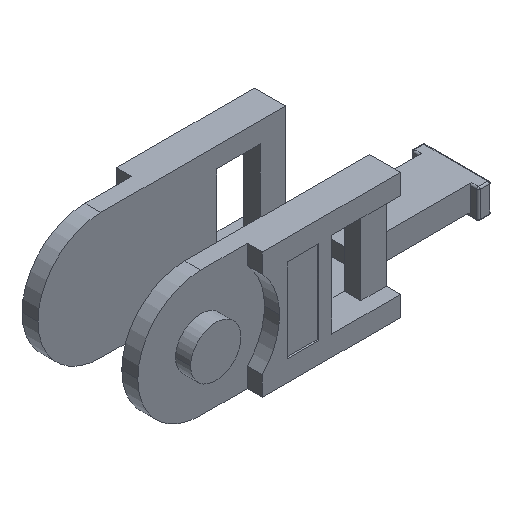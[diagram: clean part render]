
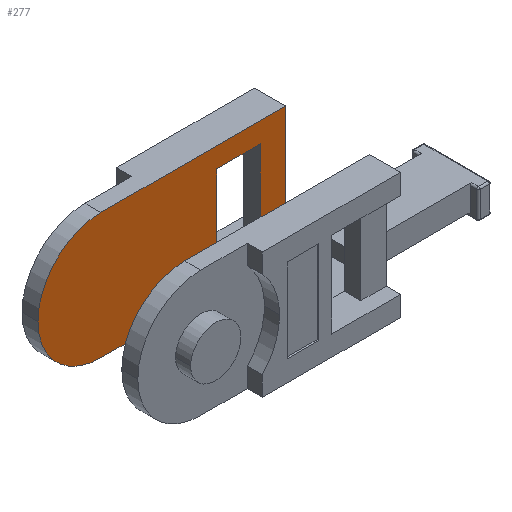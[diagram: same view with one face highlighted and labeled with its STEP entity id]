
A CAD part, isometric view. The second image highlights one B-rep face of the part: STEP entity #277.
In plain terms, the highlighted planar face has unit normal (0, -1, 0).
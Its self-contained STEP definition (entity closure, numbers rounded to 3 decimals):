
#277=ADVANCED_FACE('',(#561,#562),#563,.T.);
#561=FACE_OUTER_BOUND('',#859,.T.);
#562=FACE_BOUND('',#860,.T.);
#563=PLANE('',#861);
#859=EDGE_LOOP('',(#1519,#1520,#1521,#1522,#1523,#1524,#1525));
#860=EDGE_LOOP('',(#1526,#1527,#1528,#1529));
#861=AXIS2_PLACEMENT_3D('',#1530,#1531,#1532);
#1519=ORIENTED_EDGE('',*,*,#2015,.T.);
#1520=ORIENTED_EDGE('',*,*,#1928,.T.);
#1521=ORIENTED_EDGE('',*,*,#2006,.T.);
#1522=ORIENTED_EDGE('',*,*,#2013,.T.);
#1523=ORIENTED_EDGE('',*,*,#1788,.T.);
#1524=ORIENTED_EDGE('',*,*,#2016,.T.);
#1525=ORIENTED_EDGE('',*,*,#2017,.T.);
#1526=ORIENTED_EDGE('',*,*,#1963,.T.);
#1527=ORIENTED_EDGE('',*,*,#1953,.T.);
#1528=ORIENTED_EDGE('',*,*,#1958,.T.);
#1529=ORIENTED_EDGE('',*,*,#1968,.T.);
#1530=CARTESIAN_POINT('',(0.0,10.0,0.0));
#1531=DIRECTION('',(0.0,-1.0,0.0));
#1532=DIRECTION('',(-1.0,0.0,0.0));
#1788=EDGE_CURVE('',#2121,#2125,#2127,.T.);
#1928=EDGE_CURVE('',#2334,#2332,#2335,.T.);
#1953=EDGE_CURVE('',#2371,#2369,#2372,.T.);
#1958=EDGE_CURVE('',#2369,#2377,#2379,.T.);
#1963=EDGE_CURVE('',#2384,#2371,#2385,.T.);
#1968=EDGE_CURVE('',#2377,#2384,#2391,.T.);
#2006=EDGE_CURVE('',#2332,#2443,#2445,.T.);
#2013=EDGE_CURVE('',#2443,#2121,#2452,.T.);
#2015=EDGE_CURVE('',#2454,#2334,#2455,.T.);
#2016=EDGE_CURVE('',#2125,#2456,#2457,.T.);
#2017=EDGE_CURVE('',#2456,#2454,#2458,.T.);
#2121=VERTEX_POINT('',#2594);
#2125=VERTEX_POINT('',#2599);
#2127=CIRCLE('',#2602,7.5);
#2332=VERTEX_POINT('',#2870);
#2334=VERTEX_POINT('',#2873);
#2335=LINE('',#2874,#2875);
#2369=VERTEX_POINT('',#2920);
#2371=VERTEX_POINT('',#2923);
#2372=LINE('',#2924,#2925);
#2377=VERTEX_POINT('',#2932);
#2379=LINE('',#2935,#2936);
#2384=VERTEX_POINT('',#2943);
#2385=LINE('',#2944,#2945);
#2391=LINE('',#2954,#2955);
#2443=VERTEX_POINT('',#3029);
#2445=LINE('',#3032,#3033);
#2452=CIRCLE('',#3041,7.5);
#2454=VERTEX_POINT('',#3043);
#2455=LINE('',#3044,#3045);
#2456=VERTEX_POINT('',#3046);
#2457=LINE('',#3047,#3048);
#2458=LINE('',#3049,#3050);
#2594=CARTESIAN_POINT('',(-7.5,10.0,0.));
#2599=CARTESIAN_POINT('',(0.0,10.0,-7.5));
#2602=AXIS2_PLACEMENT_3D('',#3224,#3225,#3226);
#2870=CARTESIAN_POINT('',(22.0,10.0,7.5));
#2873=CARTESIAN_POINT('',(22.0,10.0,-5.3));
#2874=CARTESIAN_POINT('',(22.0,10.0,0.0));
#2875=VECTOR('',#3399,1.0);
#2920=CARTESIAN_POINT('',(19.0,10.0,-5.1));
#2923=CARTESIAN_POINT('',(19.0,10.0,5.1));
#2924=CARTESIAN_POINT('',(19.0,10.0,0.0));
#2925=VECTOR('',#3430,1.0);
#2932=CARTESIAN_POINT('',(13.8,10.0,-5.1));
#2935=CARTESIAN_POINT('',(8.2,10.0,-5.1));
#2936=VECTOR('',#3434,1.0);
#2943=CARTESIAN_POINT('',(13.8,10.0,5.1));
#2944=CARTESIAN_POINT('',(8.2,10.0,5.1));
#2945=VECTOR('',#3437,1.0);
#2954=CARTESIAN_POINT('',(13.8,10.0,0.0));
#2955=VECTOR('',#3441,1.0);
#3029=CARTESIAN_POINT('',(0.0,10.0,7.5));
#3032=CARTESIAN_POINT('',(11.0,10.0,7.5));
#3033=VECTOR('',#3474,1.0);
#3041=AXIS2_PLACEMENT_3D('',#3482,#3483,#3484);
#3043=CARTESIAN_POINT('',(6.0,10.0,-5.3));
#3044=CARTESIAN_POINT('',(14.0,10.0,-5.3));
#3045=VECTOR('',#3485,1.0);
#3046=CARTESIAN_POINT('',(6.0,10.0,-7.5));
#3047=CARTESIAN_POINT('',(11.0,10.0,-7.5));
#3048=VECTOR('',#3486,1.0);
#3049=CARTESIAN_POINT('',(6.0,10.0,-6.4));
#3050=VECTOR('',#3487,1.0);
#3224=CARTESIAN_POINT('',(0.0,10.0,0.0));
#3225=DIRECTION('',(0.0,-1.0,0.0));
#3226=DIRECTION('',(1.0,0.0,0.0));
#3399=DIRECTION('',(0.0,0.0,1.0));
#3430=DIRECTION('',(-0.0,-0.0,-1.0));
#3434=DIRECTION('',(-1.0,0.0,0.0));
#3437=DIRECTION('',(1.0,0.0,0.0));
#3441=DIRECTION('',(-0.0,0.0,1.0));
#3474=DIRECTION('',(-1.0,0.0,0.0));
#3482=CARTESIAN_POINT('',(0.0,10.0,0.0));
#3483=DIRECTION('',(0.0,-1.0,0.0));
#3484=DIRECTION('',(1.0,0.0,0.0));
#3485=DIRECTION('',(1.0,0.0,0.0));
#3486=DIRECTION('',(1.0,0.0,0.0));
#3487=DIRECTION('',(0.0,0.0,1.0));
